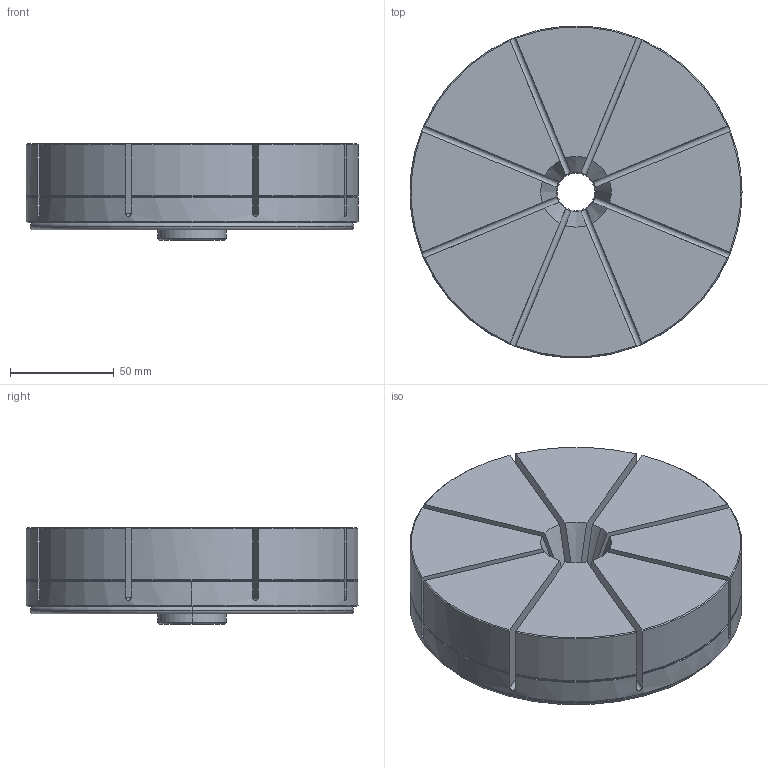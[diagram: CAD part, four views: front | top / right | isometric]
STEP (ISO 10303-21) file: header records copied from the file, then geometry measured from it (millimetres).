
FILE_DESCRIPTION (( 'STEP AP203' ), '1' );
FILE_NAME ('cp127-16001.STEP', '2021-10-25T23:35:19', ( '' ), ( '' ), 'SwSTEP 2.0', 'SolidWorks 2020', '' );
FILE_SCHEMA (( 'CONFIG_CONTROL_DESIGN' ));
Length unit declared in the file: millimetre
Products named in the file (1): cp127-16001
Bounding box: 160 x 160 x 46.5 mm (x, y, z)
Volume: 676691.9 mm3; surface area: 105057.6 mm2
Topology: 1 solids, 1 shells, 186 faces, 480 edges, 299 vertices
Faces by surface type: cone 66, cylinder 47, plane 41, torus 30, bspline 2
Entity records: 6180 total; most frequent: CARTESIAN_POINT 1682, ORIENTED_EDGE 944, DIRECTION 921, EDGE_CURVE 472, AXIS2_PLACEMENT_3D 378, VERTEX_POINT 299, EDGE_LOOP 199, CIRCLE 193
